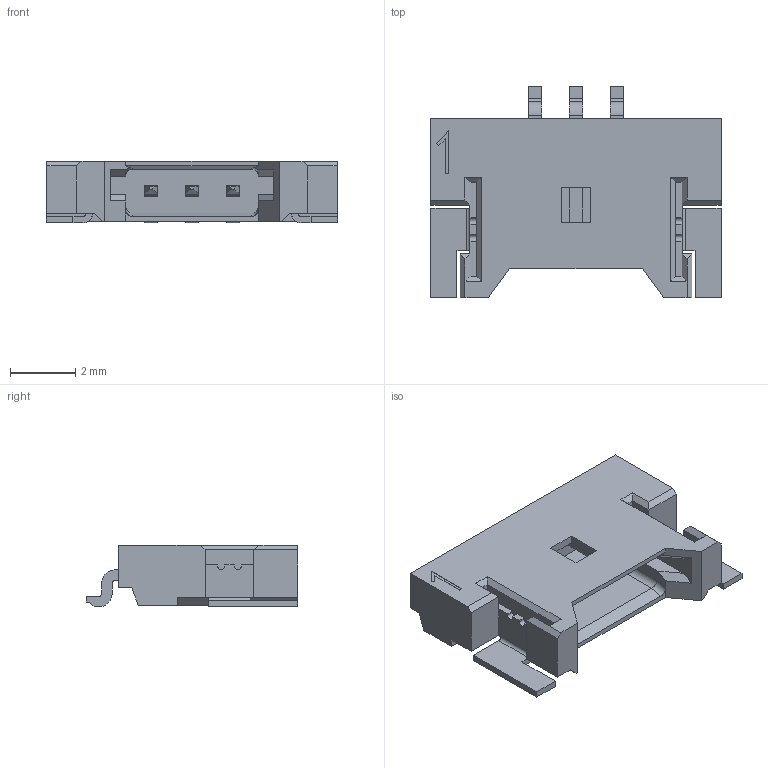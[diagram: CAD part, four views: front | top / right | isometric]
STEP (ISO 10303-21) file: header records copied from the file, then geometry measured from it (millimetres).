
FILE_DESCRIPTION(('FreeCAD Model'),'2;1');
FILE_NAME('exports/Molex_Panelmate-53780-0370_03x1.25mm_Angled.stp', '2016-05-13T01:57:50',('Author'),(''), 'Open CASCADE STEP processor 6.8','FreeCAD','Unknown');
FILE_SCHEMA(('AUTOMOTIVE_DESIGN_CC2 { 1 2 10303 214 -1 1 5 4 }'));
Length unit declared in the file: millimetre
Products named in the file (5): ASSEMBLY; body_53780; mount; pinGrey; pinGold
Assembly tree (4 placements, depth 2):
  ASSEMBLY
    body_53780
    mount
    pinGrey
    pinGold
Bounding box: 8.9 x 6.5 x 1.9 mm (x, y, z)
Volume: 47.4 mm3; surface area: 227.1 mm2
Topology: 9 solids, 9 shells, 221 faces, 568 edges, 366 vertices
Faces by surface type: plane 193, cylinder 28
Entity records: 16948 total; most frequent: CARTESIAN_POINT 5514, DIRECTION 2026, LINE 1460, VECTOR 1460, ORIENTED_EDGE 1136, PCURVE 1136, DEFINITIONAL_REPRESENTATION 1136, EDGE_CURVE 568
